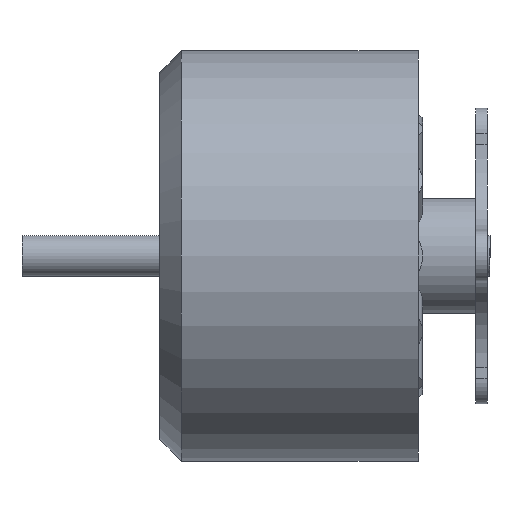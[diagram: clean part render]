
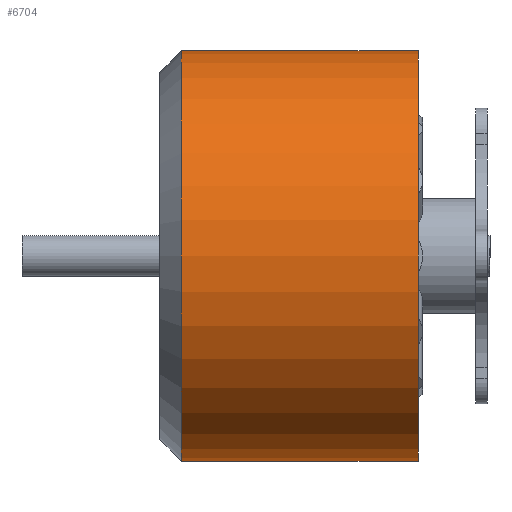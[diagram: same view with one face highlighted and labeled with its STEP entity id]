
A CAD part, front view. The second image highlights one B-rep face of the part: STEP entity #6704.
In plain terms, the highlighted cylindrical face has radius 7.15 mm (diameter 14.3 mm), a full revolution.
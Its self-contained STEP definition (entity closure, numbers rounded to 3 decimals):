
#493=CIRCLE('',#7622,7.15);
#495=CIRCLE('',#7625,7.15);
#590=CYLINDRICAL_SURFACE('',#7624,7.15);
#1075=FACE_OUTER_BOUND('',#1475,.T.);
#1475=EDGE_LOOP('',(#6078,#6079,#6080,#6081));
#2107=LINE('',#16893,#2731);
#2731=VECTOR('',#9349,7.15);
#3351=VERTEX_POINT('',#16886);
#3353=VERTEX_POINT('',#16892);
#4265=EDGE_CURVE('',#3351,#3351,#493,.T.);
#4268=EDGE_CURVE('',#3351,#3353,#2107,.T.);
#4269=EDGE_CURVE('',#3353,#3353,#495,.T.);
#6078=ORIENTED_EDGE('',*,*,#4265,.F.);
#6079=ORIENTED_EDGE('',*,*,#4268,.T.);
#6080=ORIENTED_EDGE('',*,*,#4269,.T.);
#6081=ORIENTED_EDGE('',*,*,#4268,.F.);
#6704=ADVANCED_FACE('',(#1075),#590,.T.);
#7622=AXIS2_PLACEMENT_3D('',#16887,#9342,#9343);
#7624=AXIS2_PLACEMENT_3D('',#16891,#9347,#9348);
#7625=AXIS2_PLACEMENT_3D('',#16894,#9350,#9351);
#9342=DIRECTION('center_axis',(0.,0.,1.));
#9343=DIRECTION('ref_axis',(1.,0.,0.));
#9347=DIRECTION('center_axis',(0.,0.,1.));
#9348=DIRECTION('ref_axis',(1.,0.,0.));
#9349=DIRECTION('',(0.,0.,-1.));
#9350=DIRECTION('center_axis',(0.,0.,1.));
#9351=DIRECTION('ref_axis',(1.,0.,0.));
#16886=CARTESIAN_POINT('',(-7.15,0.,8.25));
#16887=CARTESIAN_POINT('Origin',(0.,0.,8.25));
#16891=CARTESIAN_POINT('Origin',(0.,0.,0.));
#16892=CARTESIAN_POINT('',(-7.15,0.,0.));
#16893=CARTESIAN_POINT('',(-7.15,0.,0.));
#16894=CARTESIAN_POINT('Origin',(0.,0.,0.));
